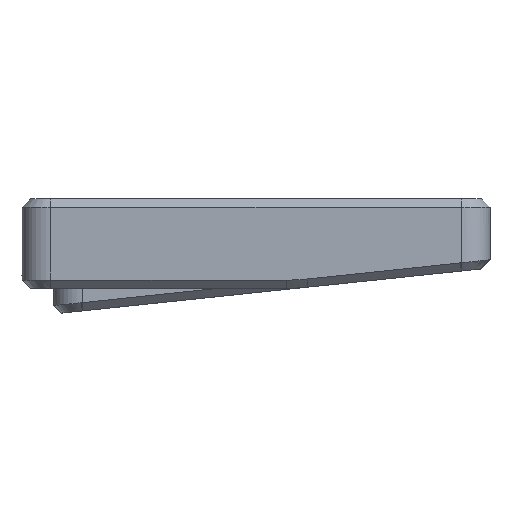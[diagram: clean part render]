
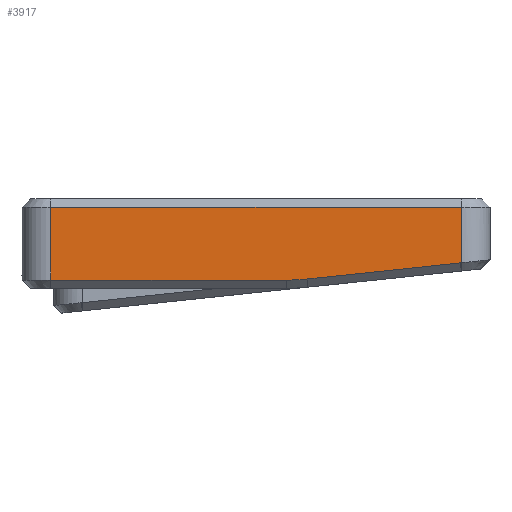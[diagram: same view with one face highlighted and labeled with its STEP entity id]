
A CAD part, left-side view. The second image highlights one B-rep face of the part: STEP entity #3917.
In plain terms, the highlighted planar face has unit normal (-1, 0, 0).
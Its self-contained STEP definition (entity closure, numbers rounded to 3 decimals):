
#93=B_SPLINE_CURVE_WITH_KNOTS('',3,(#6647,#6648,#6649,#6650),
 .UNSPECIFIED.,.F.,.F.,(4,4),(1.541,1.571),
 .UNSPECIFIED.);
#186=PLANE('',#4247);
#334=FACE_OUTER_BOUND('',#564,.T.);
#564=EDGE_LOOP('',(#3185,#3186,#3187,#3188,#3189,#3190,#3191));
#873=LINE('',#6580,#1234);
#891=LINE('',#6636,#1252);
#892=LINE('',#6639,#1253);
#894=LINE('',#6645,#1255);
#895=LINE('',#6651,#1256);
#1234=VECTOR('',#5005,10.);
#1252=VECTOR('',#5059,10.);
#1253=VECTOR('',#5062,10.);
#1255=VECTOR('',#5068,10.);
#1256=VECTOR('',#5069,7.);
#1506=CIRCLE('',#4248,48.);
#1827=VERTEX_POINT('',#6574);
#1828=VERTEX_POINT('',#6578);
#1830=VERTEX_POINT('',#6583);
#1849=VERTEX_POINT('',#6638);
#1850=VERTEX_POINT('',#6642);
#1851=VERTEX_POINT('',#6644);
#1852=VERTEX_POINT('',#6646);
#2303=EDGE_CURVE('',#1828,#1827,#873,.T.);
#2331=EDGE_CURVE('',#1827,#1830,#891,.T.);
#2332=EDGE_CURVE('',#1830,#1849,#892,.T.);
#2334=EDGE_CURVE('',#1850,#1828,#1506,.T.);
#2335=EDGE_CURVE('',#1851,#1850,#894,.T.);
#2336=EDGE_CURVE('',#1852,#1851,#93,.T.);
#2337=EDGE_CURVE('',#1849,#1852,#895,.T.);
#3185=ORIENTED_EDGE('',*,*,#2331,.F.);
#3186=ORIENTED_EDGE('',*,*,#2303,.F.);
#3187=ORIENTED_EDGE('',*,*,#2334,.F.);
#3188=ORIENTED_EDGE('',*,*,#2335,.F.);
#3189=ORIENTED_EDGE('',*,*,#2336,.F.);
#3190=ORIENTED_EDGE('',*,*,#2337,.F.);
#3191=ORIENTED_EDGE('',*,*,#2332,.F.);
#3917=ADVANCED_FACE('',(#334),#186,.T.);
#4247=AXIS2_PLACEMENT_3D('',#6641,#5064,#5065);
#4248=AXIS2_PLACEMENT_3D('',#6643,#5066,#5067);
#5005=DIRECTION('',(0.,1.,0.));
#5059=DIRECTION('',(0.,0.,1.));
#5062=DIRECTION('',(0.,-1.,0.));
#5064=DIRECTION('center_axis',(-1.,0.,0.));
#5065=DIRECTION('ref_axis',(0.,0.,1.));
#5066=DIRECTION('center_axis',(1.,0.,0.));
#5067=DIRECTION('ref_axis',(0.,-0.052,-0.999));
#5068=DIRECTION('',(0.,0.995,-0.105));
#5069=DIRECTION('',(0.,0.,-1.));
#6574=CARTESIAN_POINT('',(-148.85,50.1,8.847));
#6578=CARTESIAN_POINT('',(-148.85,-7.422,8.847));
#6580=CARTESIAN_POINT('',(-148.85,-130.952,8.847));
#6583=CARTESIAN_POINT('',(-148.85,50.1,26.647));
#6636=CARTESIAN_POINT('',(-148.85,50.1,7.511));
#6638=CARTESIAN_POINT('',(-148.85,-50.1,26.647));
#6639=CARTESIAN_POINT('',(-148.85,-25.8,26.647));
#6641=CARTESIAN_POINT('Origin',(-148.85,0.,-0.002));
#6642=CARTESIAN_POINT('',(-148.85,-12.44,9.11));
#6643=CARTESIAN_POINT('Origin',(-148.85,-7.422,56.847));
#6644=CARTESIAN_POINT('',(-148.85,-49.891,13.046));
#6645=CARTESIAN_POINT('',(-148.85,-25.29,10.46));
#6646=CARTESIAN_POINT('',(-148.85,-50.1,13.068));
#6647=CARTESIAN_POINT('Ctrl Pts',(-148.85,-50.1,13.068));
#6648=CARTESIAN_POINT('Ctrl Pts',(-148.85,-50.03,13.061));
#6649=CARTESIAN_POINT('Ctrl Pts',(-148.85,-49.961,13.053));
#6650=CARTESIAN_POINT('Ctrl Pts',(-148.85,-49.891,13.046));
#6651=CARTESIAN_POINT('',(-148.85,-50.1,10.406));
